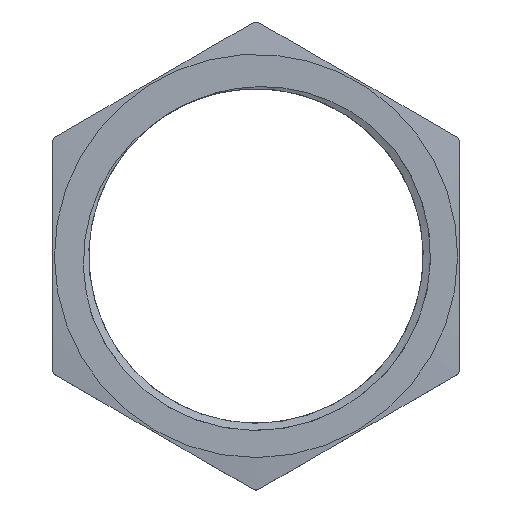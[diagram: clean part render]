
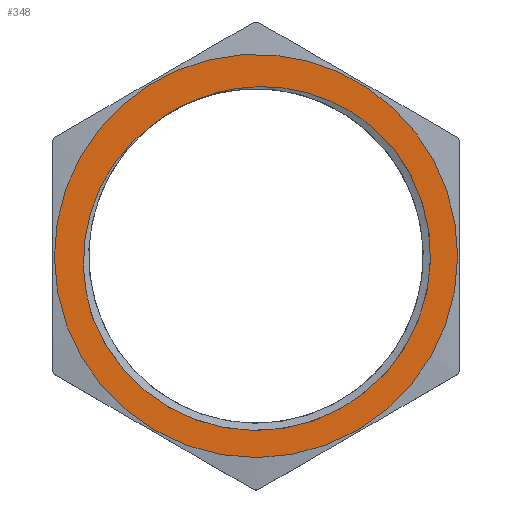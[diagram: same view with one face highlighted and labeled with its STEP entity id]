
A CAD part, top view. The second image highlights one B-rep face of the part: STEP entity #348.
In plain terms, the highlighted planar face has unit normal (0, 0, 1).
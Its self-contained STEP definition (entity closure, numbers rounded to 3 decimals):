
#18=FACE_BOUND('',#134,.T.);
#64=PLANE('',#392);
#66=CIRCLE('',#359,23.027);
#68=CIRCLE('',#362,24.027);
#69=CIRCLE('',#370,27.75);
#110=FACE_OUTER_BOUND('',#133,.T.);
#133=EDGE_LOOP('',(#322));
#134=EDGE_LOOP('',(#323,#324,#325,#326));
#137=B_SPLINE_CURVE_WITH_KNOTS('',3,(#687,#688,#689,#690,#691,#692,#693,
#694,#695,#696),.UNSPECIFIED.,.F.,.F.,(4,3,3,4),(-2.989,-2.324,
-1.171,0.),.UNSPECIFIED.);
#142=B_SPLINE_CURVE_WITH_KNOTS('',3,(#1047,#1048,#1049,#1050,#1051,#1052,
#1053,#1054,#1055,#1056),.UNSPECIFIED.,.F.,.F.,(4,3,3,4),(-2.987,
-2.3,-1.141,0.),.UNSPECIFIED.);
#145=VERTEX_POINT('',#648);
#146=VERTEX_POINT('',#686);
#148=VERTEX_POINT('',#737);
#150=VERTEX_POINT('',#943);
#175=VERTEX_POINT('',#1139);
#179=EDGE_CURVE('',#145,#146,#137,.T.);
#183=EDGE_CURVE('',#148,#145,#66,.T.);
#186=EDGE_CURVE('',#150,#148,#142,.T.);
#188=EDGE_CURVE('',#150,#146,#68,.T.);
#213=EDGE_CURVE('',#175,#175,#69,.T.);
#322=ORIENTED_EDGE('',*,*,#213,.F.);
#323=ORIENTED_EDGE('',*,*,#188,.T.);
#324=ORIENTED_EDGE('',*,*,#179,.F.);
#325=ORIENTED_EDGE('',*,*,#183,.F.);
#326=ORIENTED_EDGE('',*,*,#186,.F.);
#348=ADVANCED_FACE('',(#110,#18),#64,.T.);
#359=AXIS2_PLACEMENT_3D('',#775,#399,#400);
#362=AXIS2_PLACEMENT_3D('',#1059,#405,#406);
#370=AXIS2_PLACEMENT_3D('',#1140,#433,#434);
#392=AXIS2_PLACEMENT_3D('',#1163,#477,#478);
#399=DIRECTION('center_axis',(0.,0.,1.));
#400=DIRECTION('ref_axis',(-1.,0.,0.));
#405=DIRECTION('center_axis',(0.,0.,-1.));
#406=DIRECTION('ref_axis',(-1.,0.,0.));
#433=DIRECTION('center_axis',(0.,0.,-1.));
#434=DIRECTION('ref_axis',(-1.,0.,0.));
#477=DIRECTION('center_axis',(0.,0.,1.));
#478=DIRECTION('ref_axis',(1.,0.,0.));
#648=CARTESIAN_POINT('',(-14.173,18.148,5.75));
#686=CARTESIAN_POINT('',(-22.499,-8.432,5.75));
#687=CARTESIAN_POINT('Ctrl Pts',(-14.172,18.147,5.75));
#688=CARTESIAN_POINT('Ctrl Pts',(-15.965,16.842,5.75));
#689=CARTESIAN_POINT('Ctrl Pts',(-17.567,15.284,5.75));
#690=CARTESIAN_POINT('Ctrl Pts',(-18.916,13.528,5.75));
#691=CARTESIAN_POINT('Ctrl Pts',(-21.251,10.487,5.75));
#692=CARTESIAN_POINT('Ctrl Pts',(-22.813,6.865,5.75));
#693=CARTESIAN_POINT('Ctrl Pts',(-23.439,3.091,5.75));
#694=CARTESIAN_POINT('Ctrl Pts',(-24.076,-0.744,5.75));
#695=CARTESIAN_POINT('Ctrl Pts',(-23.748,-4.732,5.75));
#696=CARTESIAN_POINT('Ctrl Pts',(-22.499,-8.432,5.75));
#737=CARTESIAN_POINT('',(-7.896,21.631,5.75));
#775=CARTESIAN_POINT('Origin',(0.,0.,5.75));
#943=CARTESIAN_POINT('',(19.062,14.627,5.75));
#1047=CARTESIAN_POINT('Ctrl Pts',(19.061,14.625,5.75));
#1048=CARTESIAN_POINT('Ctrl Pts',(17.606,16.396,5.75));
#1049=CARTESIAN_POINT('Ctrl Pts',(15.904,17.957,5.75));
#1050=CARTESIAN_POINT('Ctrl Pts',(14.011,19.242,5.75));
#1051=CARTESIAN_POINT('Ctrl Pts',(10.816,21.41,5.75));
#1052=CARTESIAN_POINT('Ctrl Pts',(7.088,22.781,5.75));
#1053=CARTESIAN_POINT('Ctrl Pts',(3.26,23.188,5.75));
#1054=CARTESIAN_POINT('Ctrl Pts',(-0.508,23.588,5.75));
#1055=CARTESIAN_POINT('Ctrl Pts',(-4.371,23.057,5.75));
#1056=CARTESIAN_POINT('Ctrl Pts',(-7.896,21.631,5.75));
#1059=CARTESIAN_POINT('Origin',(0.,0.,5.75));
#1139=CARTESIAN_POINT('',(27.75,0.,5.75));
#1140=CARTESIAN_POINT('Origin',(0.,0.,5.75));
#1163=CARTESIAN_POINT('Origin',(27.886,-16.1,5.75));
